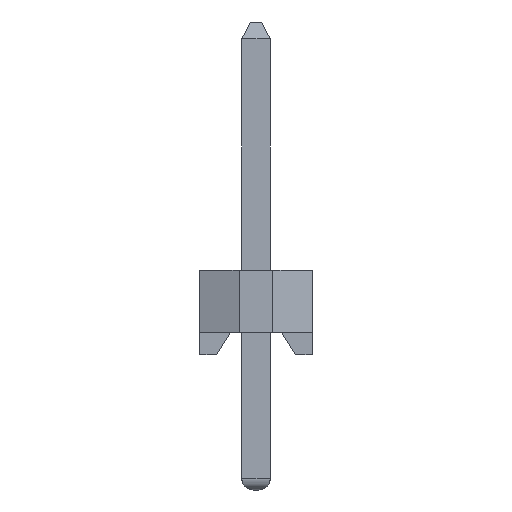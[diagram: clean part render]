
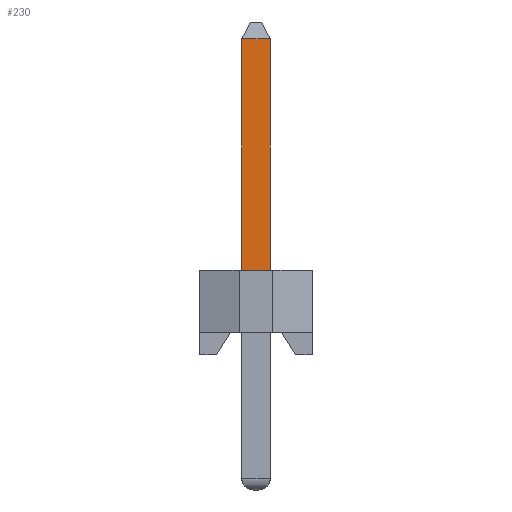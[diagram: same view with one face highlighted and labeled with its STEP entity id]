
A CAD part, left-side view. The second image highlights one B-rep face of the part: STEP entity #230.
In plain terms, the highlighted planar face has unit normal (-1, 0, 0).
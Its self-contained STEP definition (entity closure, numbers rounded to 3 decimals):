
#230=ADVANCED_FACE('',(#1198),#746,.T.);
#746=PLANE('',#9561);
#1198=FACE_OUTER_BOUND('',#1746,.T.);
#1746=EDGE_LOOP('',(#2942,#2943,#2944,#2945));
#2942=ORIENTED_EDGE('',*,*,#6314,.T.);
#2943=ORIENTED_EDGE('',*,*,#6315,.T.);
#2944=ORIENTED_EDGE('',*,*,#6316,.F.);
#2945=ORIENTED_EDGE('',*,*,#6066,.F.);
#5200=VERTEX_POINT('',#13259);
#5201=VERTEX_POINT('',#13260);
#5378=VERTEX_POINT('',#13691);
#5379=VERTEX_POINT('',#13693);
#6066=EDGE_CURVE('',#5200,#5201,#7384,.T.);
#6314=EDGE_CURVE('',#5200,#5378,#7632,.T.);
#6315=EDGE_CURVE('',#5378,#5379,#7633,.T.);
#6316=EDGE_CURVE('',#5201,#5379,#7634,.T.);
#7384=LINE('',#13258,#8638);
#7632=LINE('',#13690,#8886);
#7633=LINE('',#13692,#8887);
#7634=LINE('',#13694,#8888);
#8638=VECTOR('',#10535,1.);
#8886=VECTOR('',#10795,1.);
#8887=VECTOR('',#10796,1.);
#8888=VECTOR('',#10797,1.);
#9561=AXIS2_PLACEMENT_3D('',#13695,#10798,#10799);
#10535=DIRECTION('',(0.,1.,0.));
#10795=DIRECTION('',(0.,0.,1.));
#10796=DIRECTION('',(0.,1.,0.));
#10797=DIRECTION('',(0.,0.,1.));
#10798=DIRECTION('',(-1.,0.,0.));
#10799=DIRECTION('',(0.,0.,1.));
#13258=CARTESIAN_POINT('',(0.75,0.75,1.1));
#13259=CARTESIAN_POINT('',(0.75,0.75,1.1));
#13260=CARTESIAN_POINT('',(0.75,1.25,1.1));
#13690=CARTESIAN_POINT('',(0.75,0.75,5.5));
#13691=CARTESIAN_POINT('',(0.75,0.75,5.2));
#13692=CARTESIAN_POINT('',(0.75,0.75,5.2));
#13693=CARTESIAN_POINT('',(0.75,1.25,5.2));
#13694=CARTESIAN_POINT('',(0.75,1.25,5.5));
#13695=CARTESIAN_POINT('',(0.75,0.75,1.1));
